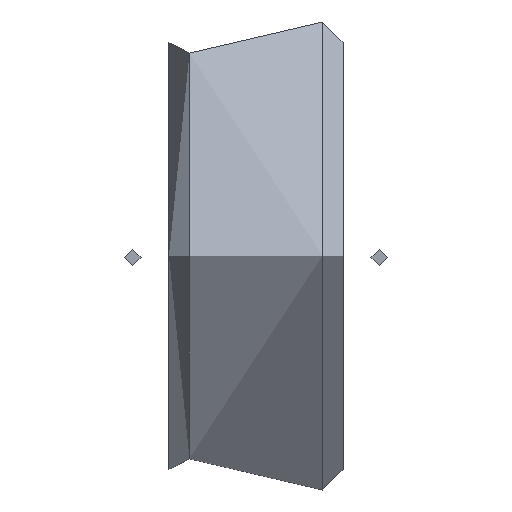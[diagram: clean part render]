
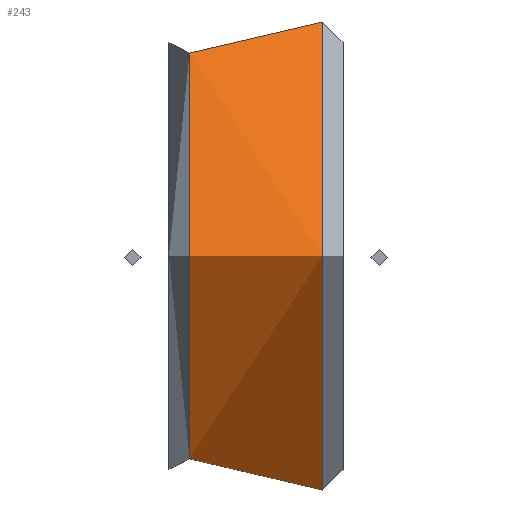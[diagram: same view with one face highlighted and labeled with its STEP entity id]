
A CAD part, top view. The second image highlights one B-rep face of the part: STEP entity #243.
In plain terms, the highlighted cylindrical face has radius 5.7 mm (diameter 11.4 mm), a full revolution.
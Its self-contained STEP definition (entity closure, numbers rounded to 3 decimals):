
#243=ADVANCED_FACE('',(#680,#681),#682,.T.);
#680=FACE_OUTER_BOUND('',#1495,.T.);
#681=FACE_OUTER_BOUND('',#1496,.T.);
#682=CYLINDRICAL_SURFACE('',#1497,5.7);
#1495=EDGE_LOOP('',(#5018));
#1496=EDGE_LOOP('',(#5019));
#1497=AXIS2_PLACEMENT_3D('',#5020,#5021,#5022);
#5018=ORIENTED_EDGE('',*,*,#6038,.T.);
#5019=ORIENTED_EDGE('',*,*,#6036,.T.);
#5020=CARTESIAN_POINT('',(3.0,0.,7.089));
#5021=DIRECTION('',(-1.0,0.,-0.0));
#5022=DIRECTION('',(0.0,-0.0,-1.0));
#6036=EDGE_CURVE('',#6440,#6440,#6441,.T.);
#6038=EDGE_CURVE('',#6443,#6443,#6444,.T.);
#6440=VERTEX_POINT('',#7043);
#6441=CIRCLE('',#7044,5.7);
#6443=VERTEX_POINT('',#7046);
#6444=CIRCLE('',#7047,5.7);
#7043=CARTESIAN_POINT('',(1.38,0.,12.789));
#7044=AXIS2_PLACEMENT_3D('',#8918,#8919,#8920);
#7046=CARTESIAN_POINT('',(4.62,0.,1.389));
#7047=AXIS2_PLACEMENT_3D('',#8921,#8922,#8923);
#8918=CARTESIAN_POINT('',(1.38,0.,7.089));
#8919=DIRECTION('',(1.0,0.,0.0));
#8920=DIRECTION('',(0.0,0.0,1.0));
#8921=CARTESIAN_POINT('',(4.62,0.,7.089));
#8922=DIRECTION('',(-1.0,0.,-0.0));
#8923=DIRECTION('',(0.0,-0.0,-1.0));
